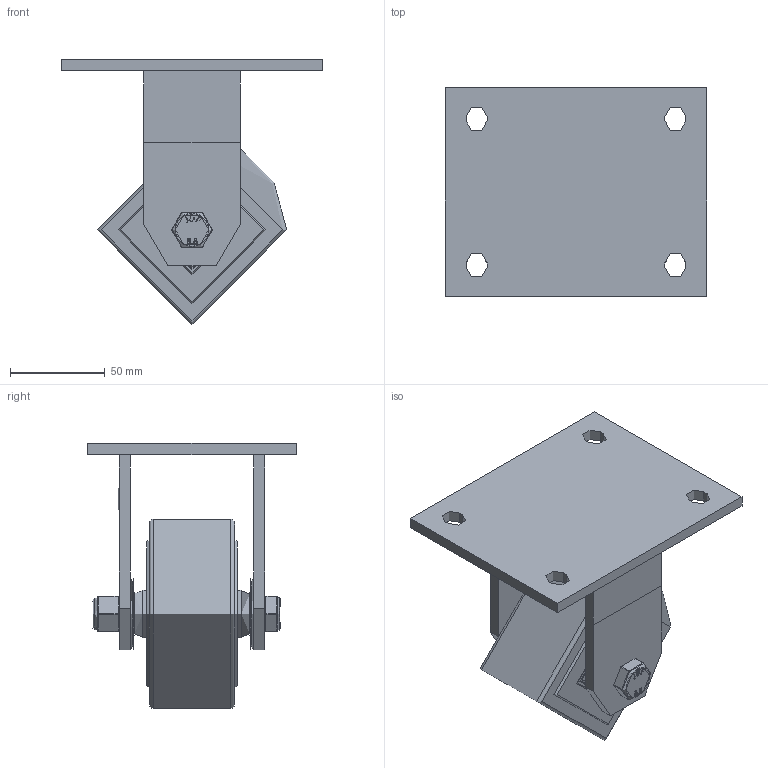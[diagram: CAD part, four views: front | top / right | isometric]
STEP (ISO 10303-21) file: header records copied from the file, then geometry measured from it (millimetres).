
FILE_DESCRIPTION(/* description */ ('','CAx-IF Rec.Pracs.---Representation and Presentation of Product Manufacturing Information (PMI)---4.0---2014-10-13'),/* implementation_level */ '2;1');
FILE_NAME(/* name */ 'BZKFL100NYBJ45HD.step',/* time_stamp */ '2024-12-03T14:15:06Z',/* author */ (''),/* organization */ (''),/* preprocessor_version */ 'ST-DEVELOPER v20',/* originating_system */ 'Autodesk Translation Framework v13.20.0.188',/* authorisation */ '');
FILE_SCHEMA (('AP242_MANAGED_MODEL_BASED_3D_ENGINEERING_MIM_LF { 1 0 10303 442 1 1 4 }'));
Length unit declared in the file: millimetre
Products named in the file (34): BZKFL100NYBJ/45/HD; BZKFL100AS v1; BZKFL100AS; FABRICATED STEEL BRACKET; BZH100WNYBJM20HD v1; HEAVY DUTY NYLON WHEEL; BEARING6204ZZ; BALL BEARINGS; BEARING6204ZZ (1); BALL BEARINGS (1); Component3; INNER; OUTER; MIDDLE; METAL; BEARING SPACER; TH20X2X12 v1; ZINC PLATED HEADED SPACER; TH20X2X12 v1 (1); ZINC PLATED HEADED SPACER (1); WM12X25X5 v1; ZINC PLATED WASHER; WM12X25X5 v1 (1); ZINC PLATED WASHER (1); WM12X40X1Z v1; ZINC PLATED WASHER (2); WM12X40X1Z v1 (1); ZINC PLATED WASHER (3); HEXBOLTM12X90Z8.8 v2; GRADE 8.8 ZINC PLATED BOLT; NYLOCM12Z14MM v1; NYLOC NUT; NUT; RUBBER
Assembly tree (52 placements, depth 5):
  BZKFL100NYBJ/45/HD
    BZKFL100AS v1
      BZKFL100AS
      FABRICATED STEEL BRACKET
    BZH100WNYBJM20HD v1
      HEAVY DUTY NYLON WHEEL
      BEARING6204ZZ
        INNER
        OUTER
        BALL BEARINGS
          Component3  x8
        MIDDLE
        METAL
      BEARING6204ZZ (1)
        BALL BEARINGS (1)
          Component3  x8
        INNER
        OUTER
        MIDDLE
        METAL
      BEARING SPACER
    TH20X2X12 v1
      ZINC PLATED HEADED SPACER
    TH20X2X12 v1 (1)
      ZINC PLATED HEADED SPACER (1)
    WM12X25X5 v1
      ZINC PLATED WASHER
    WM12X25X5 v1 (1)
      ZINC PLATED WASHER (1)
    WM12X40X1Z v1
      ZINC PLATED WASHER (2)
    WM12X40X1Z v1 (1)
      ZINC PLATED WASHER (3)
    HEXBOLTM12X90Z8.8 v2
      GRADE 8.8 ZINC PLATED BOLT
    NYLOCM12Z14MM v1
      NYLOC NUT
        NUT
        RUBBER
Bounding box: 138 x 110 x 140 mm (x, y, z)
Volume: 497535.1 mm3; surface area: 144858.1 mm2
Topology: 38 solids, 38 shells, 562 faces, 1311 edges, 873 vertices
Faces by surface type: plane 232, cylinder 191, sphere 66, bspline 33, torus 29, cone 11
Full cylindrical faces by diameter (mm): 9.836 x16, 11.834 x16, 12 x3, 12.2 x2, 12.75 x2, 13 x2, 13.2 x2, 14 x2, 17.75 x1, 18.5 x1, 19.8 x2, 20 x3, 24 x1, 24.5 x2, 25 x2, 27 x2, 28.5 x8, 29.5 x4, 30.5 x4, 37.75 x2, 40.5 x8, 41.5 x4, 42 x11, 47 x4, 100 x1
Entity records: 19735 total; most frequent: CARTESIAN_POINT 9063, DIRECTION 2159, ORIENTED_EDGE 1916, EDGE_CURVE 958, AXIS2_PLACEMENT_3D 898, VERTEX_POINT 643, EDGE_LOOP 549, CIRCLE 423
